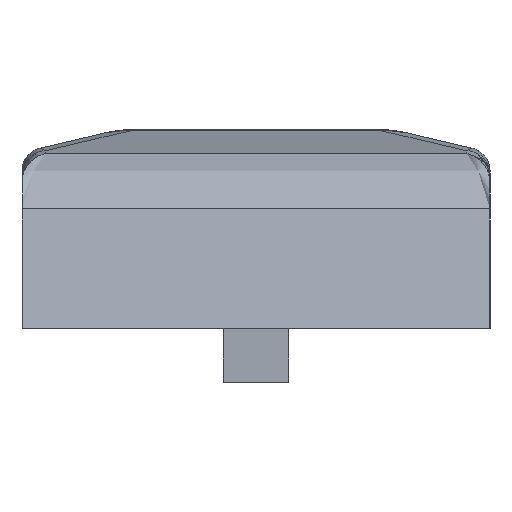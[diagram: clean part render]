
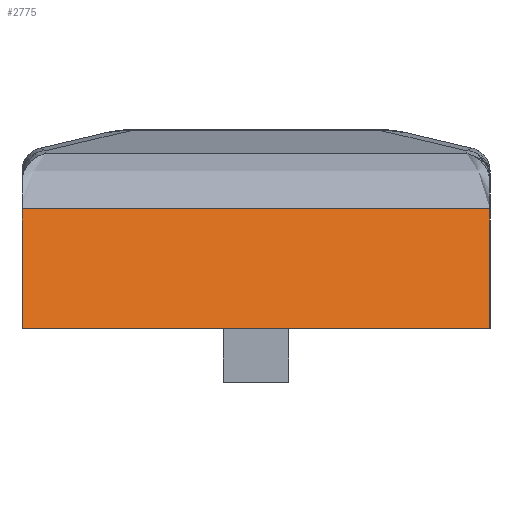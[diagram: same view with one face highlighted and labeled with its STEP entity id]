
A CAD part, left-side view. The second image highlights one B-rep face of the part: STEP entity #2775.
In plain terms, the highlighted free-form (B-spline) face has degree [1, 1] with [2, 2] control points.
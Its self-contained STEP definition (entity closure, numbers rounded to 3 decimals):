
#2621=CARTESIAN_POINT('',(72.937,10.0,5.111));
#2622=VERTEX_POINT('',#2621);
#2643=CARTESIAN_POINT('',(72.937,-10.0,5.111));
#2644=VERTEX_POINT('',#2643);
#2658=CARTESIAN_POINT('',(72.937,10.0,5.111));
#2659=CARTESIAN_POINT('',(72.937,-10.0,5.111));
#2660=QUASI_UNIFORM_CURVE('',1,(#2658,#2659),.UNSPECIFIED.,.F.,.U.);
#2661=EDGE_CURVE('',#2622,#2644,#2660,.T.);
#2714=CARTESIAN_POINT('',(74.0,-10.0,0.0));
#2715=VERTEX_POINT('',#2714);
#2721=CARTESIAN_POINT('',(72.937,-10.0,5.111));
#2722=CARTESIAN_POINT('',(74.0,-10.0,0.0));
#2723=QUASI_UNIFORM_CURVE('',1,(#2721,#2722),.UNSPECIFIED.,.F.,.U.);
#2724=EDGE_CURVE('',#2644,#2715,#2723,.T.);
#2737=CARTESIAN_POINT('',(74.0,10.0,0.0));
#2738=VERTEX_POINT('',#2737);
#2739=CARTESIAN_POINT('',(72.937,10.0,5.111));
#2740=CARTESIAN_POINT('',(74.0,10.0,0.0));
#2741=QUASI_UNIFORM_CURVE('',1,(#2739,#2740),.UNSPECIFIED.,.F.,.U.);
#2742=EDGE_CURVE('',#2622,#2738,#2741,.T.);
#2760=CARTESIAN_POINT('',(74.053,-10.999,-0.255));
#2761=CARTESIAN_POINT('',(72.884,-10.999,5.366));
#2762=CARTESIAN_POINT('',(74.053,10.999,-0.255));
#2763=CARTESIAN_POINT('',(72.884,10.999,5.366));
#2764=B_SPLINE_SURFACE_WITH_KNOTS('',1,1,((#2760,#2762),(#2761,#2763)),.UNSPECIFIED.,.F.,.F.,.U.,(2,2),(2,2),(0.0,5.742),(0.0,21.998),.UNSPECIFIED.);
#2765=ORIENTED_EDGE('',*,*,#2742,.F.);
#2766=ORIENTED_EDGE('',*,*,#2661,.T.);
#2767=ORIENTED_EDGE('',*,*,#2724,.T.);
#2768=CARTESIAN_POINT('',(74.0,10.0,0.0));
#2769=CARTESIAN_POINT('',(74.0,-10.0,0.0));
#2770=QUASI_UNIFORM_CURVE('',1,(#2768,#2769),.UNSPECIFIED.,.F.,.U.);
#2771=EDGE_CURVE('',#2738,#2715,#2770,.T.);
#2772=ORIENTED_EDGE('',*,*,#2771,.F.);
#2773=EDGE_LOOP('',(#2765,#2766,#2767,#2772));
#2774=FACE_OUTER_BOUND('',#2773,.T.);
#2775=ADVANCED_FACE('',(#2774),#2764,.F.);
